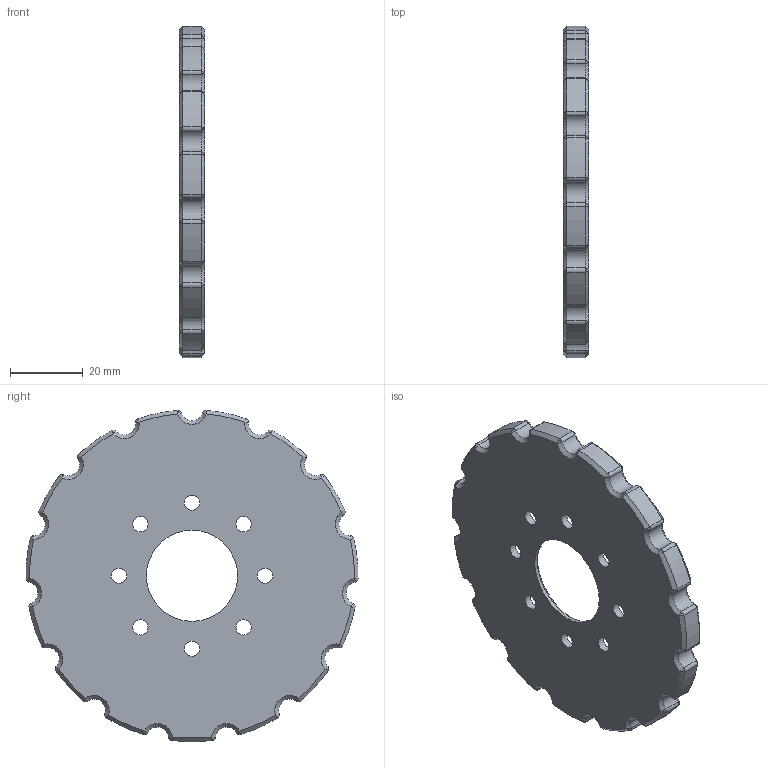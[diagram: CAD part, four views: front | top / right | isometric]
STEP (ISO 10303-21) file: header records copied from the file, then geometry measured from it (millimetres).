
FILE_DESCRIPTION(/* description */ (''),/* implementation_level */ '2;1');
FILE_NAME(/* name */ '',/* time_stamp */ '2025-09-02T00:58:10+08:00',/* author */ ('Piw'),/* organization */ (''),/* preprocessor_version */ 'ST-DEVELOPER v20',/* originating_system */ 'Autodesk Inventor 2025',/* authorisation */ '');
FILE_SCHEMA (('AUTOMOTIVE_DESIGN { 1 0 10303 214 3 1 1 }'));
Length unit declared in the file: millimetre
Products named in the file (1): 主动外轮
Bounding box: 7 x 90.99 x 90.79 mm (x, y, z)
Volume: 23190 mm3; surface area: 14414.5 mm2
Topology: 1 solids, 1 shells, 196 faces, 458 edges, 205 vertices
Faces by surface type: cone 123, cylinder 70, plane 3
Full cylindrical faces by diameter (mm): 4.2 x8, 25 x1, 70 x1
Entity records: 5058 total; most frequent: DIRECTION 997, CARTESIAN_POINT 800, ORIENTED_EDGE 796, AXIS2_PLACEMENT_3D 402, EDGE_CURVE 398, EDGE_LOOP 215, CIRCLE 205, VERTEX_POINT 205
